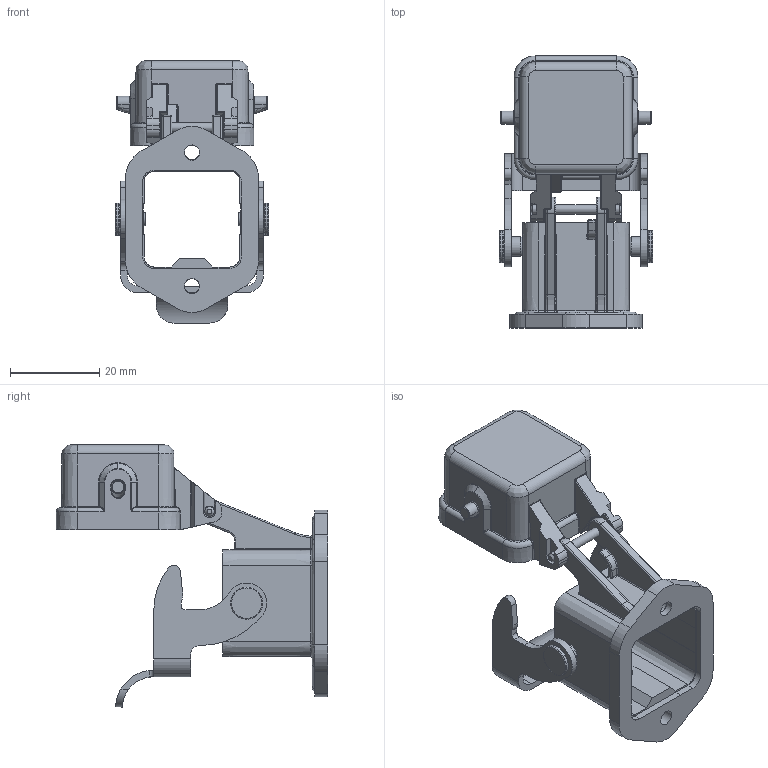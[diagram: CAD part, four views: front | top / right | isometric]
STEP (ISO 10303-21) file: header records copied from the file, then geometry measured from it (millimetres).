
FILE_DESCRIPTION(/* description */ (''),/* implementation_level */ '2;1');
FILE_NAME(/* name */ 'H3A-BK-1L-MCV-F.stp',/* time_stamp */ '2022-10-20T17:51:45+08:00',/* author */ (''),/* organization */ (''),/* preprocessor_version */ 'ST-DEVELOPER v16',/* originating_system */ 'SIEMENS PLM Software NX 10.0',/* authorisation */ '');
FILE_SCHEMA (('AP203_CONFIGURATION_CONTROLLED_3D_DESIGN_OF_MECHANICAL_PARTS_AND_ASSEMBLIES_MIM_LF { 1 0 10303 403 2 1 2}'));
Length unit declared in the file: millimetre
Products named in the file (1): Admi62B47F301pgv
Bounding box: 34.3 x 60.85 x 58.66 mm (x, y, z)
Volume: 10581.3 mm3; surface area: 14195 mm2
Topology: 2 solids, 2 shells, 565 faces, 1380 edges, 832 vertices
Faces by surface type: cylinder 192, plane 157, bspline 111, torus 52, cone 38, sphere 15
Full cylindrical faces by diameter (mm): 2.05 x2, 2.1 x3, 2.3 x2, 3 x2, 3.1 x3, 3.4 x3, 4.4 x2, 6 x1, 7.2 x2
Entity records: 20183 total; most frequent: CARTESIAN_POINT 7765, ORIENTED_EDGE 2644, DIRECTION 2429, EDGE_CURVE 1322, AXIS2_PLACEMENT_3D 948, VERTEX_POINT 817, EDGE_LOOP 637, ADVANCED_FACE 565
